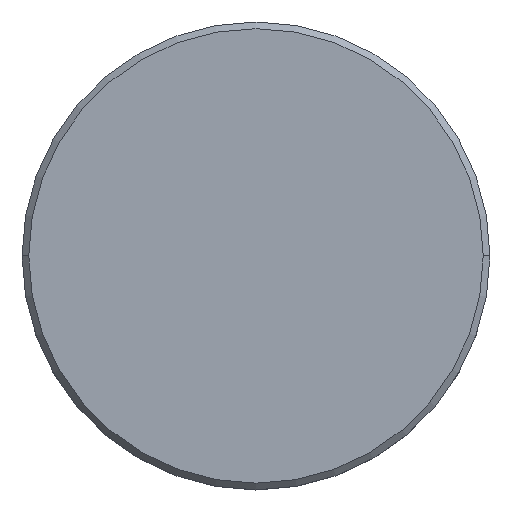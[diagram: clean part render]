
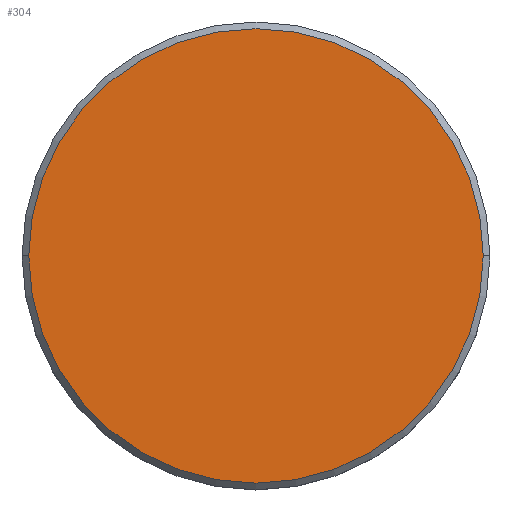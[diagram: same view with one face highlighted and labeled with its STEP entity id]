
A CAD part, top view. The second image highlights one B-rep face of the part: STEP entity #304.
In plain terms, the highlighted planar face has unit normal (0, 0, 1).
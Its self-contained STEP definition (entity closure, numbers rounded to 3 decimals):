
#23 = AXIS2_PLACEMENT_3D ( 'NONE', #319, #682, #397 ) ;
#55 = CARTESIAN_POINT ( 'NONE',  ( 0., 0., 0. ) ) ;
#87 = DIRECTION ( 'NONE',  ( 0., 0., 1. ) ) ;
#92 = CARTESIAN_POINT ( 'NONE',  ( 17., 0., 0. ) ) ;
#173 = EDGE_LOOP ( 'NONE', ( #1088, #612 ) ) ;
#269 = AXIS2_PLACEMENT_3D ( 'NONE', #349, #87, #444 ) ;
#304 = ADVANCED_FACE ( 'NONE', ( #908 ), #986, .T. ) ;
#319 = CARTESIAN_POINT ( 'NONE',  ( 0., 0., 0. ) ) ;
#349 = CARTESIAN_POINT ( 'NONE',  ( 0., 0., 0. ) ) ;
#369 = CARTESIAN_POINT ( 'NONE',  ( -17., 0., 0. ) ) ;
#397 = DIRECTION ( 'NONE',  ( 1., 0., 0. ) ) ;
#441 = EDGE_CURVE ( 'NONE', #661, #858, #532, .T. ) ;
#444 = DIRECTION ( 'NONE',  ( 1., 0., 0. ) ) ;
#532 = CIRCLE ( 'NONE', #23, 17. ) ;
#612 = ORIENTED_EDGE ( 'NONE', *, *, #441, .T. ) ;
#661 = VERTEX_POINT ( 'NONE', #92 ) ;
#682 = DIRECTION ( 'NONE',  ( 0., 0., 1. ) ) ;
#721 = DIRECTION ( 'NONE',  ( 1., 0., 0. ) ) ;
#821 = CIRCLE ( 'NONE', #946, 17. ) ;
#858 = VERTEX_POINT ( 'NONE', #369 ) ;
#908 = FACE_OUTER_BOUND ( 'NONE', #173, .T. ) ;
#946 = AXIS2_PLACEMENT_3D ( 'NONE', #55, #1061, #721 ) ;
#986 = PLANE ( 'NONE',  #269 ) ;
#1061 = DIRECTION ( 'NONE',  ( 0., 0., 1. ) ) ;
#1088 = ORIENTED_EDGE ( 'NONE', *, *, #1092, .T. ) ;
#1092 = EDGE_CURVE ( 'NONE', #858, #661, #821, .T. ) ;
